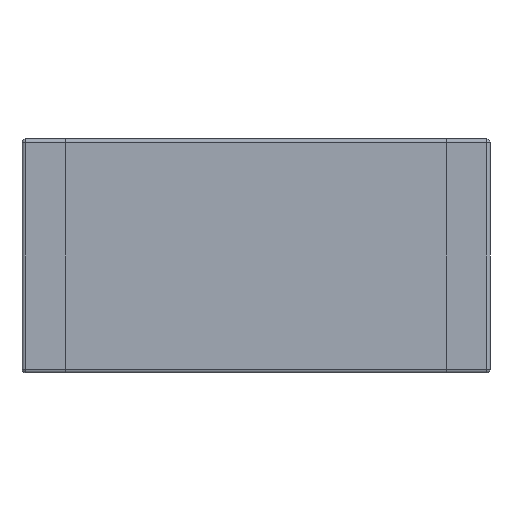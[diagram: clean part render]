
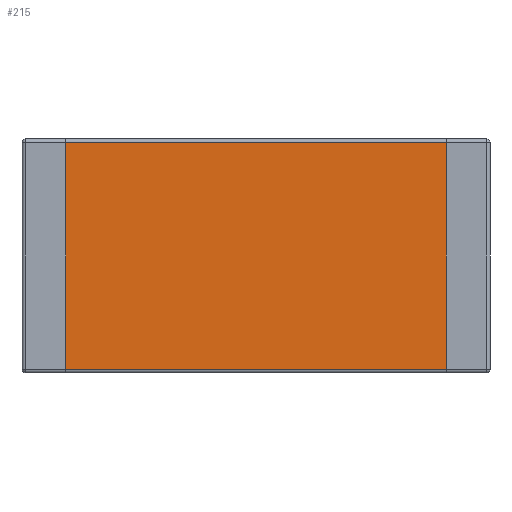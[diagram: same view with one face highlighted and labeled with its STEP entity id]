
A CAD part, front view. The second image highlights one B-rep face of the part: STEP entity #215.
In plain terms, the highlighted planar face has unit normal (0, -1, 0).
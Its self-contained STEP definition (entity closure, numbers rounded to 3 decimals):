
#28 = EDGE_CURVE ( 'NONE', #150, #29, #405, .T. ) ;
#29 = VERTEX_POINT ( 'NONE', #401 ) ;
#80 = VERTEX_POINT ( 'NONE', #618 ) ;
#150 = VERTEX_POINT ( 'NONE', #850 ) ;
#197 = ORIENTED_EDGE ( 'NONE', *, *, #198, .T. ) ;
#198 = EDGE_CURVE ( 'NONE', #150, #80, #993, .T. ) ;
#215 = ADVANCED_FACE ( 'NONE', ( #1041 ), #1084, .T. ) ;
#216 = EDGE_LOOP ( 'NONE', ( #217, #218, #220, #197 ) ) ;
#217 = ORIENTED_EDGE ( 'NONE', *, *, #275, .F. ) ;
#218 = ORIENTED_EDGE ( 'NONE', *, *, #219, .T. ) ;
#219 = EDGE_CURVE ( 'NONE', #276, #29, #1079, .T. ) ;
#220 = ORIENTED_EDGE ( 'NONE', *, *, #28, .F. ) ;
#275 = EDGE_CURVE ( 'NONE', #276, #80, #1263, .T. ) ;
#276 = VERTEX_POINT ( 'NONE', #1259 ) ;
#401 = CARTESIAN_POINT ( 'NONE',  ( 2.6, 0., -1.55 ) ) ;
#402 = DIRECTION ( 'NONE',  ( 0., 0., -1. ) ) ;
#403 = VECTOR ( 'NONE', #402, 1000. ) ;
#404 = CARTESIAN_POINT ( 'NONE',  ( 2.6, 0., -1.6 ) ) ;
#405 = LINE ( 'NONE', #404, #403 ) ;
#618 = CARTESIAN_POINT ( 'NONE',  ( -2.6, 0., 1.55 ) ) ;
#850 = CARTESIAN_POINT ( 'NONE',  ( 2.6, 0., 1.55 ) ) ;
#990 = DIRECTION ( 'NONE',  ( -1., 0., 0. ) ) ;
#991 = VECTOR ( 'NONE', #990, 1000. ) ;
#992 = CARTESIAN_POINT ( 'NONE',  ( -3.2, 0., 1.55 ) ) ;
#993 = LINE ( 'NONE', #992, #991 ) ;
#1041 = FACE_OUTER_BOUND ( 'NONE', #216, .T. ) ;
#1076 = DIRECTION ( 'NONE',  ( 1., 0., 0. ) ) ;
#1077 = VECTOR ( 'NONE', #1076, 1000. ) ;
#1078 = CARTESIAN_POINT ( 'NONE',  ( 3.2, 0., -1.55 ) ) ;
#1079 = LINE ( 'NONE', #1078, #1077 ) ;
#1080 = DIRECTION ( 'NONE',  ( 0., 0., -1. ) ) ;
#1081 = DIRECTION ( 'NONE',  ( 0., -1., 0. ) ) ;
#1082 = CARTESIAN_POINT ( 'NONE',  ( 3.2, 0., -1.6 ) ) ;
#1083 = AXIS2_PLACEMENT_3D ( 'NONE', #1082, #1081, #1080 ) ;
#1084 = PLANE ( 'NONE',  #1083 ) ;
#1259 = CARTESIAN_POINT ( 'NONE',  ( -2.6, 0., -1.55 ) ) ;
#1260 = DIRECTION ( 'NONE',  ( 0., 0., 1. ) ) ;
#1261 = VECTOR ( 'NONE', #1260, 1000. ) ;
#1262 = CARTESIAN_POINT ( 'NONE',  ( -2.6, 0., -1.6 ) ) ;
#1263 = LINE ( 'NONE', #1262, #1261 ) ;
